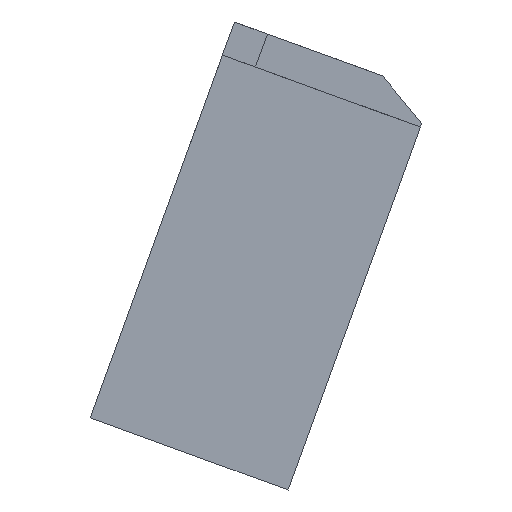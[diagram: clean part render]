
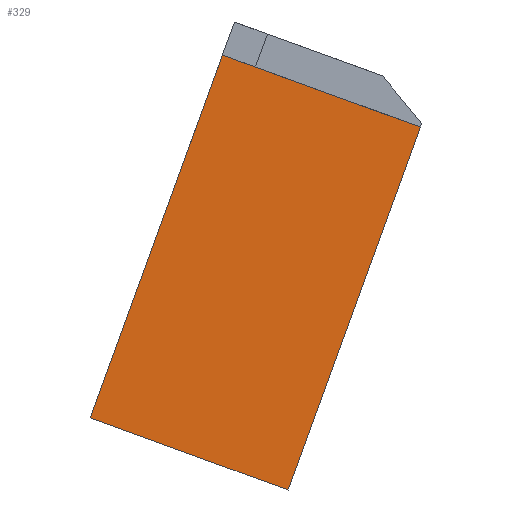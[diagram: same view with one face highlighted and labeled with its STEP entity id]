
A CAD part, front view. The second image highlights one B-rep face of the part: STEP entity #329.
In plain terms, the highlighted planar face has unit normal (0, -1, 0).
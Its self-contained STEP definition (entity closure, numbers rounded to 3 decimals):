
#35=FACE_OUTER_BOUND('',#53,.T.);
#53=EDGE_LOOP('',(#277,#278,#279,#280));
#71=LINE('',#480,#112);
#84=LINE('',#505,#125);
#94=LINE('',#532,#135);
#96=LINE('',#535,#137);
#112=VECTOR('',#392,10.);
#125=VECTOR('',#409,10.);
#135=VECTOR('',#437,10.);
#137=VECTOR('',#441,10.);
#149=VERTEX_POINT('',#477);
#150=VERTEX_POINT('',#479);
#159=VERTEX_POINT('',#500);
#168=VERTEX_POINT('',#531);
#182=EDGE_CURVE('',#149,#150,#71,.T.);
#195=EDGE_CURVE('',#159,#150,#84,.T.);
#208=EDGE_CURVE('',#159,#168,#94,.T.);
#210=EDGE_CURVE('',#168,#149,#96,.T.);
#277=ORIENTED_EDGE('',*,*,#182,.F.);
#278=ORIENTED_EDGE('',*,*,#210,.F.);
#279=ORIENTED_EDGE('',*,*,#208,.F.);
#280=ORIENTED_EDGE('',*,*,#195,.T.);
#312=PLANE('',#363);
#329=ADVANCED_FACE('',(#35),#312,.F.);
#363=AXIS2_PLACEMENT_3D('',#534,#439,#440);
#392=DIRECTION('',(0.342,0.,0.94));
#409=DIRECTION('',(-0.94,0.,0.342));
#437=DIRECTION('',(-0.342,0.,-0.94));
#439=DIRECTION('center_axis',(0.,1.,0.));
#440=DIRECTION('ref_axis',(-0.342,0.,-0.94));
#441=DIRECTION('',(-0.94,0.,0.342));
#477=CARTESIAN_POINT('',(-93.556,-129.041,299.579));
#479=CARTESIAN_POINT('',(-86.031,-129.041,320.253));
#480=CARTESIAN_POINT('',(-85.689,-129.041,321.192));
#500=CARTESIAN_POINT('',(-74.755,-129.041,316.148));
#505=CARTESIAN_POINT('',(-74.755,-129.041,316.148));
#531=CARTESIAN_POINT('',(-82.28,-129.041,295.475));
#532=CARTESIAN_POINT('',(-74.413,-129.041,317.088));
#534=CARTESIAN_POINT('Origin',(-74.755,-129.041,316.148));
#535=CARTESIAN_POINT('',(-85.569,-129.041,296.672));
